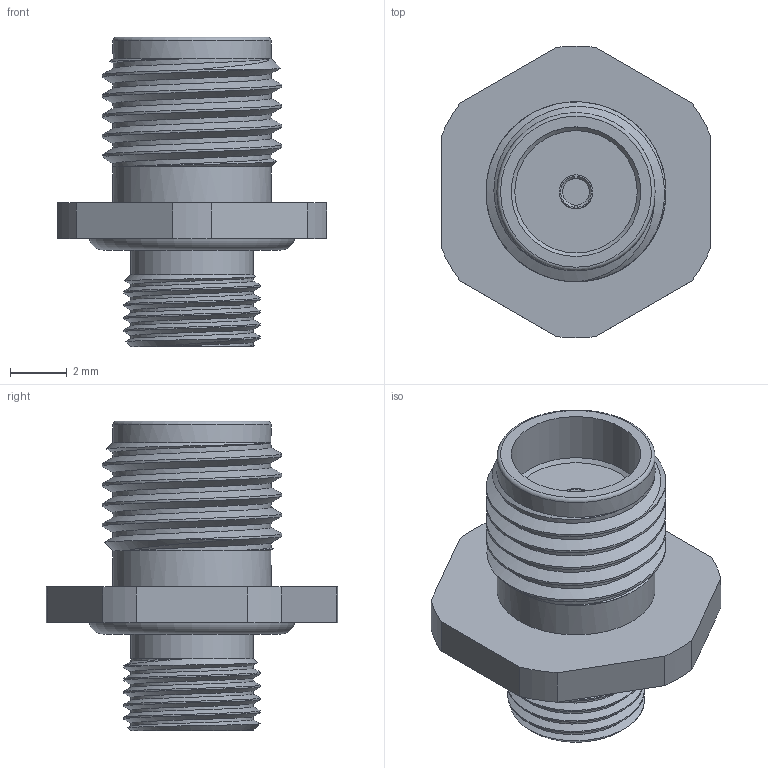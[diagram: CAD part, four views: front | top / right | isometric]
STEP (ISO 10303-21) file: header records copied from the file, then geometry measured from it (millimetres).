
FILE_DESCRIPTION (( 'STEP AP203' ), '1' );
FILE_NAME ('PE91054_3D.step', '2021-06-18T15:27:02', ( '' ), ( '' ), 'SwSTEP 2.0', 'SolidWorks 2020', '' );
FILE_SCHEMA (( 'CONFIG_CONTROL_DESIGN' ));
Length unit declared in the file: inch
Products named in the file (1): PE91054_3D
Bounding box: 9.53 x 10.29 x 10.92 mm (x, y, z)
Volume: 253.7 mm3; surface area: 574.4 mm2
Topology: 2 solids, 2 shells, 64 faces, 152 edges, 97 vertices
Faces by surface type: plane 24, cylinder 21, cone 10, bspline 6, torus 2, sphere 1
Full cylindrical faces by diameter (mm): 0.381 x1, 0.786 x1, 0.94 x1, 1.194 x1, 2.946 x1, 3.175 x1, 3.607 x1, 4.318 x1, 4.572 x1, 5.08 x1, 5.582 x2, 7.62 x1
Entity records: 3756 total; most frequent: CARTESIAN_POINT 2397, DIRECTION 262, ORIENTED_EDGE 238, EDGE_CURVE 119, AXIS2_PLACEMENT_3D 111, EDGE_LOOP 92, VERTEX_POINT 87, FACE_OUTER_BOUND 77
